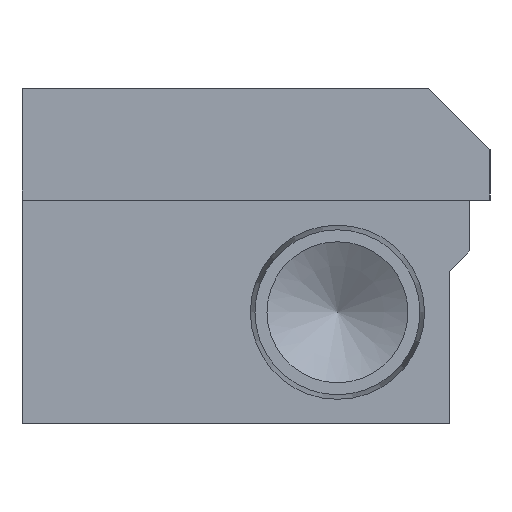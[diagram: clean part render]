
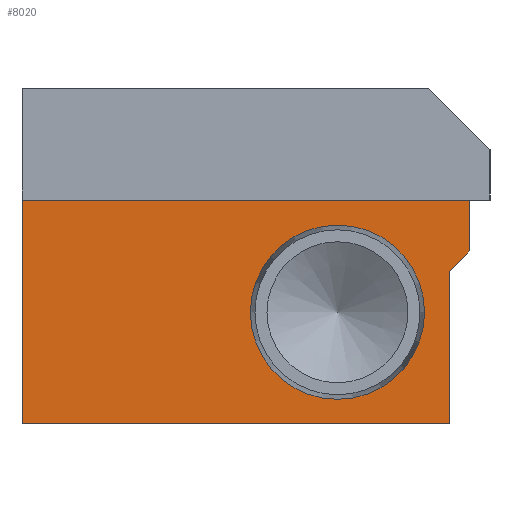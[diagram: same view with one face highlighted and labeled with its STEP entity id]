
A CAD part, left-side view. The second image highlights one B-rep face of the part: STEP entity #8020.
In plain terms, the highlighted planar face has unit normal (-1, 0, 0).
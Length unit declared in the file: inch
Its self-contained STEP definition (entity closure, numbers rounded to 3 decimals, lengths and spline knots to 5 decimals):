
#7109=CARTESIAN_POINT('',(-2.38189,-2.17571,-0.3445));
#7110=VERTEX_POINT('',#7109);
#7111=CARTESIAN_POINT('',(-2.38189,-1.90821,-0.3445));
#7112=DIRECTION('',(1.0,0.0,0.0));
#7113=DIRECTION('',(0.0,1.0,0.0));
#7114=AXIS2_PLACEMENT_3D('',#7111,#7112,#7113);
#7115=CIRCLE('',#7114,0.26751);
#7116=EDGE_CURVE('',#7110,#7110,#7115,.T.);
#7852=CARTESIAN_POINT('',(-2.38189,-0.93921,-0.6875));
#7853=VERTEX_POINT('',#7852);
#7870=CARTESIAN_POINT('',(-2.38189,-2.25121,-0.6875));
#7871=VERTEX_POINT('',#7870);
#7878=CARTESIAN_POINT('',(-2.38189,-2.25121,-0.6875));
#7879=DIRECTION('',(0.0,1.0,0.0));
#7880=VECTOR('',#7879,1.312);
#7881=LINE('',#7878,#7880);
#7882=EDGE_CURVE('',#7871,#7853,#7881,.T.);
#7971=CARTESIAN_POINT('',(-2.38189,-1.77446,-0.3445));
#7972=DIRECTION('',(-1.0,0.0,0.0));
#7973=DIRECTION('',(0.0,0.0,1.0));
#7974=AXIS2_PLACEMENT_3D('',#7971,#7972,#7973);
#7975=PLANE('',#7974);
#7976=CARTESIAN_POINT('',(-2.38189,-2.25121,-0.21925));
#7977=VERTEX_POINT('',#7976);
#7978=CARTESIAN_POINT('',(-2.38189,-2.25121,-0.21925));
#7979=DIRECTION('',(0.0,0.0,-1.0));
#7980=VECTOR('',#7979,0.46825);
#7981=LINE('',#7978,#7980);
#7982=EDGE_CURVE('',#7977,#7871,#7981,.T.);
#7983=ORIENTED_EDGE('',*,*,#7982,.F.);
#7984=CARTESIAN_POINT('',(-2.38189,-2.31421,-0.15625));
#7985=VERTEX_POINT('',#7984);
#7986=CARTESIAN_POINT('',(-2.38189,-2.31421,-0.15625));
#7987=DIRECTION('',(0.0,0.707,-0.707));
#7988=VECTOR('',#7987,0.0891);
#7989=LINE('',#7986,#7988);
#7990=EDGE_CURVE('',#7985,#7977,#7989,.T.);
#7991=ORIENTED_EDGE('',*,*,#7990,.F.);
#7992=CARTESIAN_POINT('',(-2.38189,-2.31421,0.0));
#7993=VERTEX_POINT('',#7992);
#7994=CARTESIAN_POINT('',(-2.38189,-2.31421,0.0));
#7995=DIRECTION('',(0.0,0.0,-1.0));
#7996=VECTOR('',#7995,0.15625);
#7997=LINE('',#7994,#7996);
#7998=EDGE_CURVE('',#7993,#7985,#7997,.T.);
#7999=ORIENTED_EDGE('',*,*,#7998,.F.);
#8000=CARTESIAN_POINT('',(-2.38189,-0.93921,0.0));
#8001=VERTEX_POINT('',#8000);
#8002=CARTESIAN_POINT('',(-2.38189,-0.93921,0.0));
#8003=DIRECTION('',(0.0,-1.0,0.0));
#8004=VECTOR('',#8003,1.375);
#8005=LINE('',#8002,#8004);
#8006=EDGE_CURVE('',#8001,#7993,#8005,.T.);
#8007=ORIENTED_EDGE('',*,*,#8006,.F.);
#8008=CARTESIAN_POINT('',(-2.38189,-0.93921,-0.6875));
#8009=DIRECTION('',(0.0,0.0,1.0));
#8010=VECTOR('',#8009,0.6875);
#8011=LINE('',#8008,#8010);
#8012=EDGE_CURVE('',#7853,#8001,#8011,.T.);
#8013=ORIENTED_EDGE('',*,*,#8012,.F.);
#8014=ORIENTED_EDGE('',*,*,#7882,.F.);
#8015=EDGE_LOOP('',(#7983,#7991,#7999,#8007,#8013,#8014));
#8016=FACE_OUTER_BOUND('',#8015,.T.);
#8017=ORIENTED_EDGE('',*,*,#7116,.T.);
#8018=EDGE_LOOP('',(#8017));
#8019=FACE_BOUND('',#8018,.T.);
#8020=ADVANCED_FACE('',(#8016,#8019),#7975,.T.);
